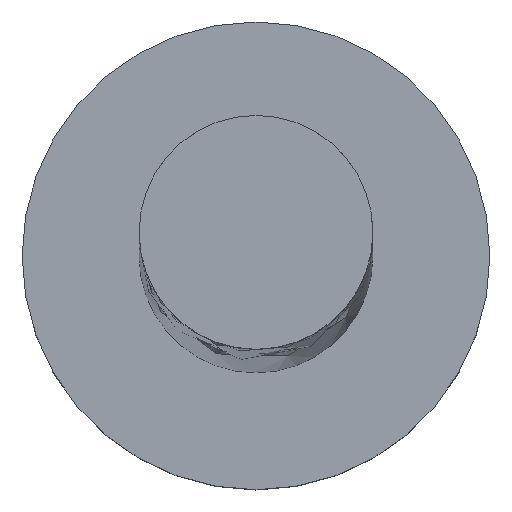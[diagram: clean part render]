
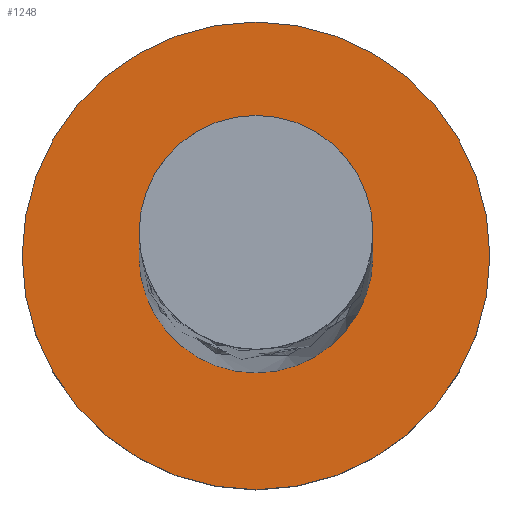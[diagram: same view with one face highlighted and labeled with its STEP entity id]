
A CAD part, top view. The second image highlights one B-rep face of the part: STEP entity #1248.
In plain terms, the highlighted planar face has unit normal (0, 0, 1).
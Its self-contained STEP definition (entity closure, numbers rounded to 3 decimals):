
#3 = CARTESIAN_POINT ( 'NONE',  ( 0., 0., 3. ) ) ;
#58 = ORIENTED_EDGE ( 'NONE', *, *, #875, .F. ) ;
#133 = CARTESIAN_POINT ( 'NONE',  ( 0., 0., 3. ) ) ;
#286 = PLANE ( 'NONE',  #358 ) ;
#318 = DIRECTION ( 'NONE',  ( 1., 0., 0. ) ) ;
#358 = AXIS2_PLACEMENT_3D ( 'NONE', #133, #1414, #1399 ) ;
#413 = DIRECTION ( 'NONE',  ( 0., 0., 1. ) ) ;
#452 = EDGE_CURVE ( 'NONE', #1501, #1068, #628, .T. ) ;
#458 = CARTESIAN_POINT ( 'NONE',  ( -5., 0., 3. ) ) ;
#540 = AXIS2_PLACEMENT_3D ( 'NONE', #3, #548, #567 ) ;
#548 = DIRECTION ( 'NONE',  ( 0., 0., 1. ) ) ;
#567 = DIRECTION ( 'NONE',  ( 1., 0., 0. ) ) ;
#595 = DIRECTION ( 'NONE',  ( 1., 0., 0. ) ) ;
#628 = CIRCLE ( 'NONE', #540, 5. ) ;
#658 = CIRCLE ( 'NONE', #1316, 5. ) ;
#690 = CIRCLE ( 'NONE', #1671, 2.5 ) ;
#729 = DIRECTION ( 'NONE',  ( 0., 0., 1. ) ) ;
#741 = AXIS2_PLACEMENT_3D ( 'NONE', #864, #413, #595 ) ;
#751 = CARTESIAN_POINT ( 'NONE',  ( -2.5, 0., 3. ) ) ;
#860 = CIRCLE ( 'NONE', #741, 2.5 ) ;
#864 = CARTESIAN_POINT ( 'NONE',  ( 0., 0., 3. ) ) ;
#875 = EDGE_CURVE ( 'NONE', #1151, #1118, #860, .T. ) ;
#970 = DIRECTION ( 'NONE',  ( 1., 0., 0. ) ) ;
#1033 = CARTESIAN_POINT ( 'NONE',  ( 0., 0., 3. ) ) ;
#1052 = EDGE_LOOP ( 'NONE', ( #1286, #58 ) ) ;
#1065 = CARTESIAN_POINT ( 'NONE',  ( 2.5, 0., 3. ) ) ;
#1068 = VERTEX_POINT ( 'NONE', #458 ) ;
#1118 = VERTEX_POINT ( 'NONE', #751 ) ;
#1151 = VERTEX_POINT ( 'NONE', #1065 ) ;
#1190 = EDGE_CURVE ( 'NONE', #1068, #1501, #658, .T. ) ;
#1221 = ORIENTED_EDGE ( 'NONE', *, *, #452, .T. ) ;
#1248 = ADVANCED_FACE ( 'NONE', ( #1523, #1554 ), #286, .T. ) ;
#1277 = ORIENTED_EDGE ( 'NONE', *, *, #1190, .T. ) ;
#1286 = ORIENTED_EDGE ( 'NONE', *, *, #1557, .F. ) ;
#1316 = AXIS2_PLACEMENT_3D ( 'NONE', #1547, #729, #970 ) ;
#1399 = DIRECTION ( 'NONE',  ( 1., 0., 0. ) ) ;
#1414 = DIRECTION ( 'NONE',  ( 0., 0., 1. ) ) ;
#1419 = EDGE_LOOP ( 'NONE', ( #1277, #1221 ) ) ;
#1501 = VERTEX_POINT ( 'NONE', #1712 ) ;
#1523 = FACE_BOUND ( 'NONE', #1052, .T. ) ;
#1547 = CARTESIAN_POINT ( 'NONE',  ( 0., 0., 3. ) ) ;
#1554 = FACE_OUTER_BOUND ( 'NONE', #1419, .T. ) ;
#1557 = EDGE_CURVE ( 'NONE', #1118, #1151, #690, .T. ) ;
#1587 = DIRECTION ( 'NONE',  ( 0., 0., 1. ) ) ;
#1671 = AXIS2_PLACEMENT_3D ( 'NONE', #1033, #1587, #318 ) ;
#1712 = CARTESIAN_POINT ( 'NONE',  ( 5., 0., 3. ) ) ;
